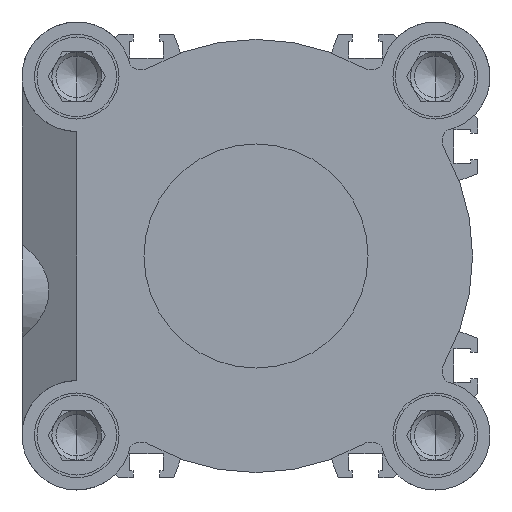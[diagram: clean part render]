
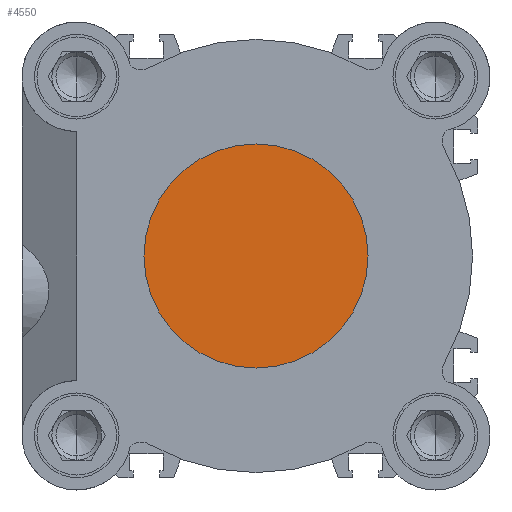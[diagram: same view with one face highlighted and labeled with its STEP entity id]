
A CAD part, left-side view. The second image highlights one B-rep face of the part: STEP entity #4550.
In plain terms, the highlighted face is planar.
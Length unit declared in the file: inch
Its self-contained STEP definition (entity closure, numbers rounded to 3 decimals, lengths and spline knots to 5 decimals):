
#497 = VERTEX_POINT ( 'NONE', #11287 ) ;
#1467 = CIRCLE ( 'NONE', #6792, 0.88583 ) ;
#1501 = CARTESIAN_POINT ( 'NONE',  ( 1.65354, 0.88583, 0. ) ) ;
#1548 = DIRECTION ( 'NONE',  ( -1., 0., 0. ) ) ;
#2195 = EDGE_LOOP ( 'NONE', ( #12269, #7342 ) ) ;
#2517 = EDGE_CURVE ( 'NONE', #497, #3168, #1467, .T. ) ;
#3054 = FACE_OUTER_BOUND ( 'NONE', #2195, .T. ) ;
#3079 = EDGE_CURVE ( 'NONE', #3168, #497, #11059, .T. ) ;
#3168 = VERTEX_POINT ( 'NONE', #8516 ) ;
#4474 = AXIS2_PLACEMENT_3D ( 'NONE', #1501, #1548, #8515 ) ;
#4550 = ADVANCED_FACE ( 'NONE', ( #3054 ), #12399, .F. ) ;
#5431 = CARTESIAN_POINT ( 'NONE',  ( 1.65354, 0., 0. ) ) ;
#6218 = DIRECTION ( 'NONE',  ( -1., 0., 0. ) ) ;
#6261 = CARTESIAN_POINT ( 'NONE',  ( 1.65354, 0., 0. ) ) ;
#6417 = DIRECTION ( 'NONE',  ( 0., 0., 1. ) ) ;
#6792 = AXIS2_PLACEMENT_3D ( 'NONE', #6261, #6218, #6959 ) ;
#6959 = DIRECTION ( 'NONE',  ( 0., 0., 1. ) ) ;
#7342 = ORIENTED_EDGE ( 'NONE', *, *, #2517, .F. ) ;
#8515 = DIRECTION ( 'NONE',  ( 0., 0., 1. ) ) ;
#8516 = CARTESIAN_POINT ( 'NONE',  ( 1.65354, 0., 0.88583 ) ) ;
#10885 = AXIS2_PLACEMENT_3D ( 'NONE', #5431, #12283, #6417 ) ;
#11059 = CIRCLE ( 'NONE', #10885, 0.88583 ) ;
#11287 = CARTESIAN_POINT ( 'NONE',  ( 1.65354, 0., -0.88583 ) ) ;
#12269 = ORIENTED_EDGE ( 'NONE', *, *, #3079, .F. ) ;
#12283 = DIRECTION ( 'NONE',  ( -1., 0., 0. ) ) ;
#12399 = PLANE ( 'NONE',  #4474 ) ;
